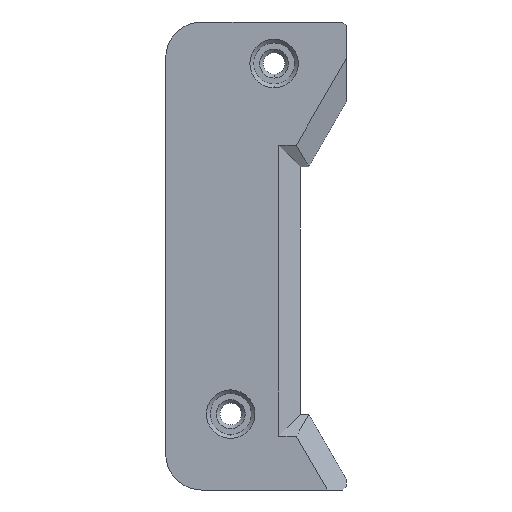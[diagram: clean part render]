
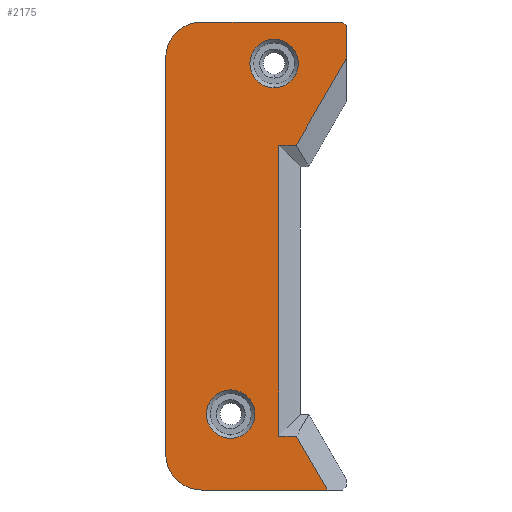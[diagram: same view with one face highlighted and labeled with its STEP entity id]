
A CAD part, left-side view. The second image highlights one B-rep face of the part: STEP entity #2175.
In plain terms, the highlighted planar face has unit normal (-1, 0, 0).
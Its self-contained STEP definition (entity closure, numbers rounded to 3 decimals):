
#85 = DIRECTION ( 'NONE',  ( 0., 0.5, 0.866 ) ) ;
#86 = DIRECTION ( 'NONE',  ( 1., 0., 0. ) ) ;
#175 = VERTEX_POINT ( 'NONE', #1598 ) ;
#195 = DIRECTION ( 'NONE',  ( 0., 0., 1. ) ) ;
#237 = DIRECTION ( 'NONE',  ( 0., 1., 0. ) ) ;
#259 = CARTESIAN_POINT ( 'NONE',  ( -46., -9.125, 6.25 ) ) ;
#301 = VERTEX_POINT ( 'NONE', #2778 ) ;
#401 = EDGE_CURVE ( 'NONE', #1974, #2737, #2043, .T. ) ;
#437 = CIRCLE ( 'NONE', #3267, 3.35 ) ;
#475 = VECTOR ( 'NONE', #2523, 1000. ) ;
#481 = AXIS2_PLACEMENT_3D ( 'NONE', #3458, #3228, #3442 ) ;
#487 = EDGE_CURVE ( 'NONE', #1906, #3438, #2111, .T. ) ;
#491 = CARTESIAN_POINT ( 'NONE',  ( -46., -3.125, -45.6 ) ) ;
#501 = LINE ( 'NONE', #1311, #2789 ) ;
#571 = ORIENTED_EDGE ( 'NONE', *, *, #2867, .T. ) ;
#572 = CARTESIAN_POINT ( 'NONE',  ( -46., -3.125, -42.25 ) ) ;
#573 = CARTESIAN_POINT ( 'NONE',  ( -46., -3.125, -42.25 ) ) ;
#579 = CARTESIAN_POINT ( 'NONE',  ( -46., -9.125, 9.6 ) ) ;
#592 = VECTOR ( 'NONE', #2371, 1000. ) ;
#623 = EDGE_CURVE ( 'NONE', #1906, #301, #2250, .T. ) ;
#660 = DIRECTION ( 'NONE',  ( 0., 0., 1. ) ) ;
#713 = CIRCLE ( 'NONE', #481, 5. ) ;
#731 = DIRECTION ( 'NONE',  ( 0., -1., 0. ) ) ;
#767 = AXIS2_PLACEMENT_3D ( 'NONE', #572, #1642, #948 ) ;
#768 = VERTEX_POINT ( 'NONE', #1367 ) ;
#769 = ORIENTED_EDGE ( 'NONE', *, *, #3301, .T. ) ;
#778 = EDGE_CURVE ( 'NONE', #2152, #768, #2573, .T. ) ;
#781 = DIRECTION ( 'NONE',  ( 0., -0.5, 0.866 ) ) ;
#896 = VERTEX_POINT ( 'NONE', #2534 ) ;
#903 = ORIENTED_EDGE ( 'NONE', *, *, #3268, .T. ) ;
#915 = DIRECTION ( 'NONE',  ( 1., 0., 0. ) ) ;
#947 = VERTEX_POINT ( 'NONE', #1000 ) ;
#948 = DIRECTION ( 'NONE',  ( 0., 0., 1. ) ) ;
#1000 = CARTESIAN_POINT ( 'NONE',  ( -46., -18.625, 12. ) ) ;
#1010 = LINE ( 'NONE', #2836, #2974 ) ;
#1037 = EDGE_CURVE ( 'NONE', #301, #175, #2611, .T. ) ;
#1040 = CARTESIAN_POINT ( 'NONE',  ( -46., -19.125, 11.5 ) ) ;
#1079 = LINE ( 'NONE', #2150, #3138 ) ;
#1149 = VECTOR ( 'NONE', #3160, 1000. ) ;
#1160 = VERTEX_POINT ( 'NONE', #579 ) ;
#1177 = DIRECTION ( 'NONE',  ( -1., 0., 0. ) ) ;
#1200 = CARTESIAN_POINT ( 'NONE',  ( -46., 0., 0. ) ) ;
#1207 = CARTESIAN_POINT ( 'NONE',  ( -46., 5.875, 7. ) ) ;
#1211 = CARTESIAN_POINT ( 'NONE',  ( -46., 0., -45.3 ) ) ;
#1249 = EDGE_CURVE ( 'NONE', #947, #896, #2892, .T. ) ;
#1311 = CARTESIAN_POINT ( 'NONE',  ( -46., 5.875, 0. ) ) ;
#1362 = ORIENTED_EDGE ( 'NONE', *, *, #401, .T. ) ;
#1367 = CARTESIAN_POINT ( 'NONE',  ( -46., -3.125, -38.9 ) ) ;
#1388 = LINE ( 'NONE', #1769, #2580 ) ;
#1402 = CARTESIAN_POINT ( 'NONE',  ( -46., 0.875, -52.75 ) ) ;
#1414 = DIRECTION ( 'NONE',  ( 0., 0., 1. ) ) ;
#1511 = VERTEX_POINT ( 'NONE', #1706 ) ;
#1531 = CARTESIAN_POINT ( 'NONE',  ( -46., 0., -52.75 ) ) ;
#1594 = CARTESIAN_POINT ( 'NONE',  ( -46., -12.197, -5.04 ) ) ;
#1598 = CARTESIAN_POINT ( 'NONE',  ( -46., -9.775, -45.3 ) ) ;
#1642 = DIRECTION ( 'NONE',  ( 1., 0., 0. ) ) ;
#1706 = CARTESIAN_POINT ( 'NONE',  ( -46., -9.125, 2.9 ) ) ;
#1750 = ORIENTED_EDGE ( 'NONE', *, *, #3331, .T. ) ;
#1769 = CARTESIAN_POINT ( 'NONE',  ( -46., -9.775, -8.04 ) ) ;
#1774 = CIRCLE ( 'NONE', #2511, 3.35 ) ;
#1849 = EDGE_CURVE ( 'NONE', #768, #2152, #1774, .T. ) ;
#1906 = VERTEX_POINT ( 'NONE', #2866 ) ;
#1927 = VERTEX_POINT ( 'NONE', #1207 ) ;
#1936 = VECTOR ( 'NONE', #237, 1000. ) ;
#1952 = CARTESIAN_POINT ( 'NONE',  ( -46., -9.125, 6.25 ) ) ;
#1974 = VERTEX_POINT ( 'NONE', #2123 ) ;
#1978 = EDGE_CURVE ( 'NONE', #896, #1927, #713, .T. ) ;
#2011 = AXIS2_PLACEMENT_3D ( 'NONE', #2487, #1177, #3033 ) ;
#2021 = EDGE_CURVE ( 'NONE', #2980, #1927, #501, .T. ) ;
#2028 = CARTESIAN_POINT ( 'NONE',  ( -46., 0., 12. ) ) ;
#2039 = DIRECTION ( 'NONE',  ( 0., 0., 1. ) ) ;
#2043 = LINE ( 'NONE', #2799, #475 ) ;
#2083 = ORIENTED_EDGE ( 'NONE', *, *, #623, .T. ) ;
#2111 = LINE ( 'NONE', #1531, #1936 ) ;
#2112 = LINE ( 'NONE', #2680, #2793 ) ;
#2118 = CIRCLE ( 'NONE', #2515, 3.35 ) ;
#2123 = CARTESIAN_POINT ( 'NONE',  ( -46., -19.125, 6.96 ) ) ;
#2138 = ORIENTED_EDGE ( 'NONE', *, *, #1249, .T. ) ;
#2150 = CARTESIAN_POINT ( 'NONE',  ( -46., -15.313, 15.313 ) ) ;
#2152 = VERTEX_POINT ( 'NONE', #491 ) ;
#2175 = ADVANCED_FACE ( 'NONE', ( #2280, #2509, #3368 ), #3071, .T. ) ;
#2250 = LINE ( 'NONE', #2266, #2504 ) ;
#2266 = CARTESIAN_POINT ( 'NONE',  ( -46., 10.468, -6.044 ) ) ;
#2280 = FACE_BOUND ( 'NONE', #2896, .T. ) ;
#2311 = ORIENTED_EDGE ( 'NONE', *, *, #1978, .T. ) ;
#2326 = ORIENTED_EDGE ( 'NONE', *, *, #2021, .F. ) ;
#2371 = DIRECTION ( 'NONE',  ( 0., 1., 0. ) ) ;
#2389 = DIRECTION ( 'NONE',  ( 1., 0., 0. ) ) ;
#2413 = ORIENTED_EDGE ( 'NONE', *, *, #2612, .T. ) ;
#2487 = CARTESIAN_POINT ( 'NONE',  ( -46., 0.875, -47.75 ) ) ;
#2504 = VECTOR ( 'NONE', #85, 1000. ) ;
#2509 = FACE_BOUND ( 'NONE', #3115, .T. ) ;
#2511 = AXIS2_PLACEMENT_3D ( 'NONE', #573, #86, #1414 ) ;
#2515 = AXIS2_PLACEMENT_3D ( 'NONE', #1952, #915, #3064 ) ;
#2523 = DIRECTION ( 'NONE',  ( 0., 0., 1. ) ) ;
#2534 = CARTESIAN_POINT ( 'NONE',  ( -46., 0.875, 12. ) ) ;
#2569 = EDGE_CURVE ( 'NONE', #2737, #947, #1079, .T. ) ;
#2573 = CIRCLE ( 'NONE', #767, 3.35 ) ;
#2580 = VECTOR ( 'NONE', #2039, 1000. ) ;
#2611 = LINE ( 'NONE', #1211, #1149 ) ;
#2612 = EDGE_CURVE ( 'NONE', #1511, #1160, #2118, .T. ) ;
#2680 = CARTESIAN_POINT ( 'NONE',  ( -46., -11.33, -6.541 ) ) ;
#2681 = CARTESIAN_POINT ( 'NONE',  ( -46., -9.775, -5.04 ) ) ;
#2721 = EDGE_LOOP ( 'NONE', ( #769, #2810, #1362, #3482, #2138, #2311, #2326, #903, #3118, #2083, #3404, #571 ) ) ;
#2733 = VERTEX_POINT ( 'NONE', #1594 ) ;
#2737 = VERTEX_POINT ( 'NONE', #1040 ) ;
#2748 = EDGE_CURVE ( 'NONE', #2733, #1974, #2112, .T. ) ;
#2778 = CARTESIAN_POINT ( 'NONE',  ( -46., -12.197, -45.3 ) ) ;
#2789 = VECTOR ( 'NONE', #195, 1000. ) ;
#2793 = VECTOR ( 'NONE', #781, 1000. ) ;
#2799 = CARTESIAN_POINT ( 'NONE',  ( -46., -19.125, 0. ) ) ;
#2810 = ORIENTED_EDGE ( 'NONE', *, *, #2748, .T. ) ;
#2836 = CARTESIAN_POINT ( 'NONE',  ( -46., -13.929, -5.04 ) ) ;
#2866 = CARTESIAN_POINT ( 'NONE',  ( -46., -16.498, -52.75 ) ) ;
#2867 = EDGE_CURVE ( 'NONE', #175, #3349, #1388, .T. ) ;
#2892 = LINE ( 'NONE', #2028, #592 ) ;
#2896 = EDGE_LOOP ( 'NONE', ( #1750, #2413 ) ) ;
#2897 = ORIENTED_EDGE ( 'NONE', *, *, #778, .T. ) ;
#2974 = VECTOR ( 'NONE', #731, 1000. ) ;
#2980 = VERTEX_POINT ( 'NONE', #3120 ) ;
#3016 = ORIENTED_EDGE ( 'NONE', *, *, #1849, .T. ) ;
#3020 = AXIS2_PLACEMENT_3D ( 'NONE', #1200, #3053, #660 ) ;
#3026 = CIRCLE ( 'NONE', #2011, 5. ) ;
#3033 = DIRECTION ( 'NONE',  ( 0., 0., 1. ) ) ;
#3053 = DIRECTION ( 'NONE',  ( -1., 0., 0. ) ) ;
#3064 = DIRECTION ( 'NONE',  ( 0., 0., 1. ) ) ;
#3071 = PLANE ( 'NONE',  #3020 ) ;
#3115 = EDGE_LOOP ( 'NONE', ( #3016, #2897 ) ) ;
#3118 = ORIENTED_EDGE ( 'NONE', *, *, #487, .F. ) ;
#3120 = CARTESIAN_POINT ( 'NONE',  ( -46., 5.875, -47.75 ) ) ;
#3138 = VECTOR ( 'NONE', #3238, 1000. ) ;
#3160 = DIRECTION ( 'NONE',  ( 0., 1., 0. ) ) ;
#3228 = DIRECTION ( 'NONE',  ( -1., 0., 0. ) ) ;
#3238 = DIRECTION ( 'NONE',  ( 0., 0.707, 0.707 ) ) ;
#3267 = AXIS2_PLACEMENT_3D ( 'NONE', #259, #2389, #3451 ) ;
#3268 = EDGE_CURVE ( 'NONE', #2980, #3438, #3026, .T. ) ;
#3301 = EDGE_CURVE ( 'NONE', #3349, #2733, #1010, .T. ) ;
#3331 = EDGE_CURVE ( 'NONE', #1160, #1511, #437, .T. ) ;
#3349 = VERTEX_POINT ( 'NONE', #2681 ) ;
#3368 = FACE_OUTER_BOUND ( 'NONE', #2721, .T. ) ;
#3404 = ORIENTED_EDGE ( 'NONE', *, *, #1037, .T. ) ;
#3438 = VERTEX_POINT ( 'NONE', #1402 ) ;
#3442 = DIRECTION ( 'NONE',  ( 0., 0., 1. ) ) ;
#3451 = DIRECTION ( 'NONE',  ( 0., 0., 1. ) ) ;
#3458 = CARTESIAN_POINT ( 'NONE',  ( -46., 0.875, 7. ) ) ;
#3482 = ORIENTED_EDGE ( 'NONE', *, *, #2569, .T. ) ;
